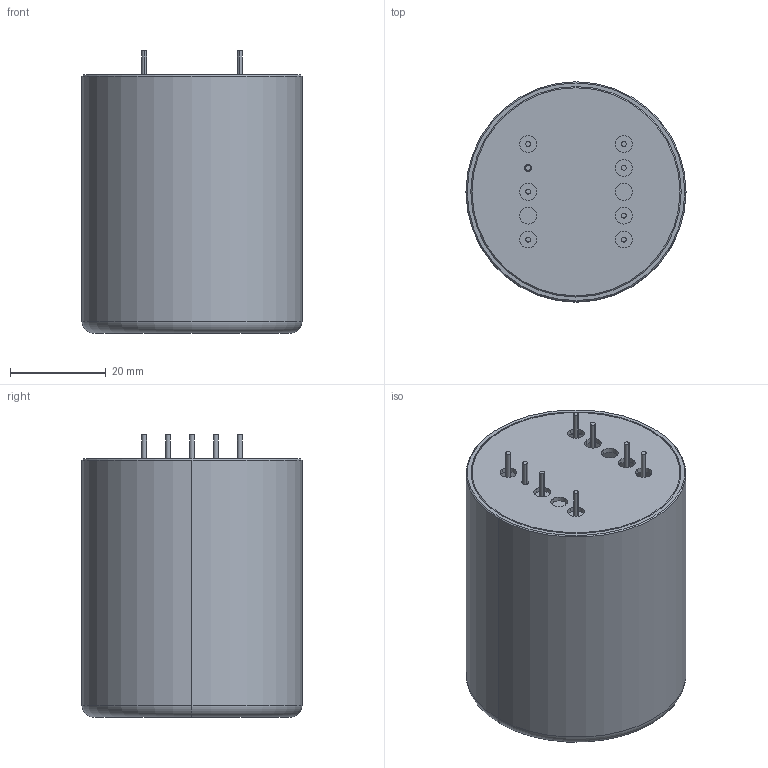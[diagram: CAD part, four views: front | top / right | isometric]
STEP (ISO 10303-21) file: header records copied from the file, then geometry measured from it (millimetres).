
FILE_DESCRIPTION (( 'STEP AP214' ), '1' );
FILE_NAME ('VTX-MC4.STEP', '2025-06-04T18:41:59', ( '' ), ( '' ), 'SwSTEP 2.0', 'SolidWorks 2024', '' );
FILE_SCHEMA (( 'AUTOMOTIVE_DESIGN' ));
Length unit declared in the file: millimetre
Products named in the file (4): VTX-MC4 Bobbin; CAN046; CLID047; VTX-MC4
Assembly tree (3 placements, depth 2):
  VTX-MC4
    CAN046
    CLID047
    VTX-MC4 Bobbin
Bounding box: 46 x 46 x 59 mm (x, y, z)
Volume: 17242 mm3; surface area: 24942.6 mm2
Topology: 3 solids, 3 shells, 70 faces, 156 edges, 102 vertices
Faces by surface type: cylinder 44, plane 20, cone 4, torus 2
Entity records: 2149 total; most frequent: DIRECTION 404, CARTESIAN_POINT 334, ORIENTED_EDGE 312, AXIS2_PLACEMENT_3D 172, EDGE_CURVE 156, VERTEX_POINT 102, EDGE_LOOP 100, CIRCLE 96
